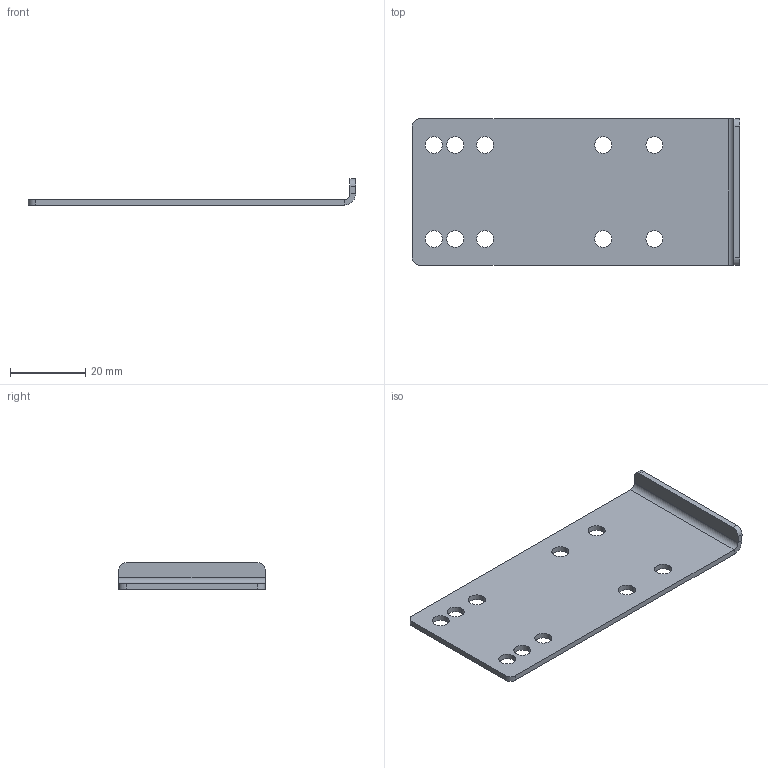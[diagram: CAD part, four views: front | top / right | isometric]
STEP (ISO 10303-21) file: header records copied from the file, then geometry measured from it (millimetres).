
FILE_DESCRIPTION (( 'STEP AP214' ), '1' );
FILE_NAME ('PXM-0142-HFLCK-revA-1.STEP', '2024-10-18T13:04:38', ( '' ), ( '' ), 'SwSTEP 2.0', 'SolidWorks 2021', '' );
FILE_SCHEMA (( 'AUTOMOTIVE_DESIGN' ));
Length unit declared in the file: millimetre
Products named in the file (1): PXM-0142-HFLCK-revA-1
Bounding box: 87 x 39 x 7 mm (x, y, z)
Volume: 5111 mm3; surface area: 7413.2 mm2
Topology: 1 solids, 1 shells, 38 faces, 100 edges, 64 vertices
Faces by surface type: cylinder 26, plane 12
Entity records: 1266 total; most frequent: DIRECTION 230, CARTESIAN_POINT 203, ORIENTED_EDGE 200, EDGE_CURVE 100, AXIS2_PLACEMENT_3D 91, VERTEX_POINT 64, EDGE_LOOP 58, CIRCLE 52
